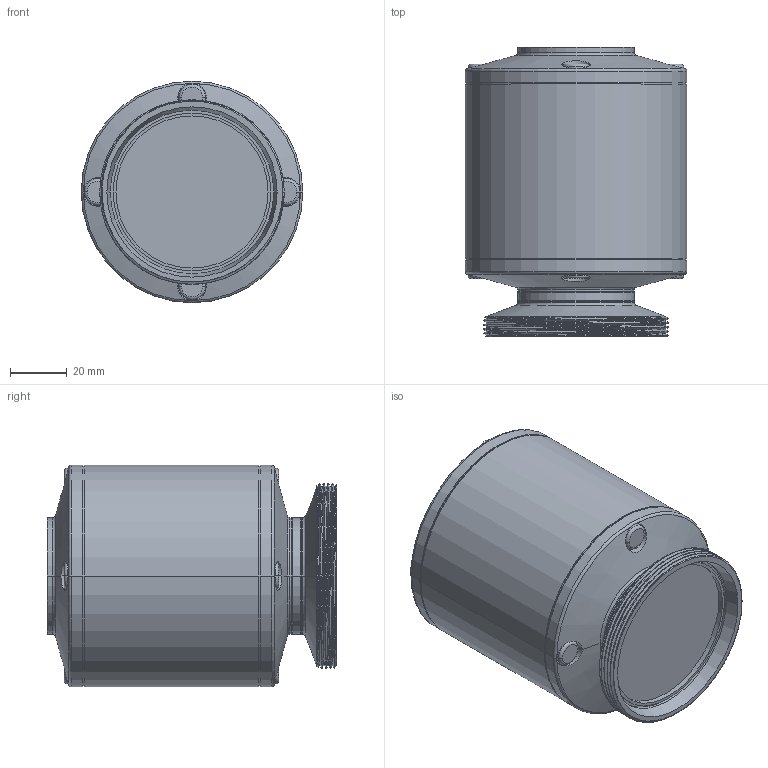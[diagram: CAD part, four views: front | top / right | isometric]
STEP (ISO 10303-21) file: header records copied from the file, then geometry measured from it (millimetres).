
FILE_DESCRIPTION (( 'STEP AP203' ), '1' );
FILE_NAME ('3D-M5091_DN40_174571020.STEP', '2024-09-20T11:10:06', ( '' ), ( '' ), 'SwSTEP 2.0', 'SolidWorks 2024', '' );
FILE_SCHEMA (( 'CONFIG_CONTROL_DESIGN' ));
Length unit declared in the file: millimetre
Products named in the file (1): 3D-M5091_DN40_174571020
Bounding box: 78 x 102 x 78 mm (x, y, z)
Volume: 389852.4 mm3; surface area: 38909.8 mm2
Topology: 1 solids, 1 shells, 144 faces, 309 edges, 183 vertices
Faces by surface type: cylinder 67, torus 26, plane 26, cone 22, bspline 3
Entity records: 5790 total; most frequent: CARTESIAN_POINT 2599, DIRECTION 708, ORIENTED_EDGE 618, AXIS2_PLACEMENT_3D 311, EDGE_CURVE 309, VERTEX_POINT 183, CIRCLE 169, EDGE_LOOP 160
